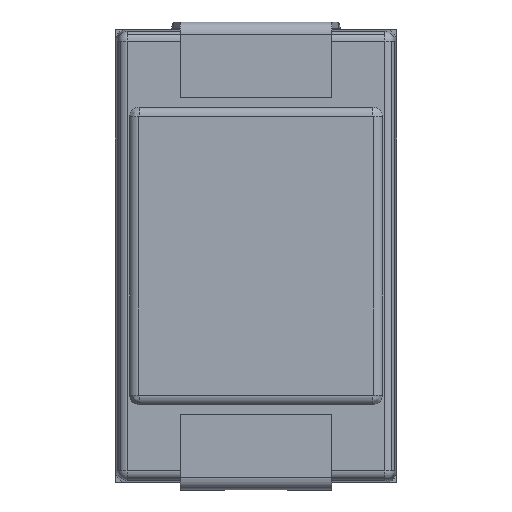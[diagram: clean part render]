
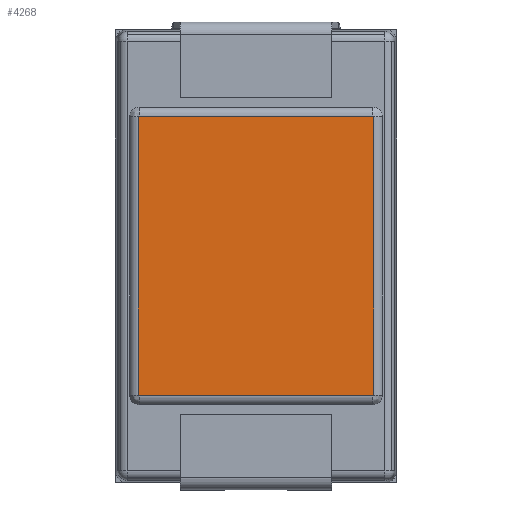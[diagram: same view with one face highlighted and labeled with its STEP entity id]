
A CAD part, top view. The second image highlights one B-rep face of the part: STEP entity #4268.
In plain terms, the highlighted planar face has unit normal (0, 0, 1).
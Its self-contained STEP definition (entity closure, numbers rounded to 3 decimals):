
#148 = DIRECTION ( 'NONE',  ( 1., 0., 0. ) ) ;
#162 = CARTESIAN_POINT ( 'NONE',  ( -1.85, 5.725, 0.84 ) ) ;
#324 = AXIS2_PLACEMENT_3D ( 'NONE', #1376, #2481, #1779 ) ;
#471 = DIRECTION ( 'NONE',  ( 0., 0., -1. ) ) ;
#482 = CARTESIAN_POINT ( 'NONE',  ( -1.85, 10.134, 0.84 ) ) ;
#680 = DIRECTION ( 'NONE',  ( 0., -1., 0. ) ) ;
#688 = EDGE_CURVE ( 'NONE', #1441, #4024, #3587, .T. ) ;
#710 = VERTEX_POINT ( 'NONE', #482 ) ;
#850 = AXIS2_PLACEMENT_3D ( 'NONE', #1231, #2915, #2577 ) ;
#946 = LINE ( 'NONE', #2185, #3541 ) ;
#976 = EDGE_CURVE ( 'NONE', #2192, #1860, #1505, .T. ) ;
#1141 = FACE_OUTER_BOUND ( 'NONE', #1573, .T. ) ;
#1207 = CARTESIAN_POINT ( 'NONE',  ( 1.85, 10.134, 0.84 ) ) ;
#1208 = ORIENTED_EDGE ( 'NONE', *, *, #3475, .F. ) ;
#1231 = CARTESIAN_POINT ( 'NONE',  ( -1.85, 10.125, 0.84 ) ) ;
#1359 = DIRECTION ( 'NONE',  ( -1., 0., 0. ) ) ;
#1376 = CARTESIAN_POINT ( 'NONE',  ( 0., 7.925, 0.84 ) ) ;
#1412 = PLANE ( 'NONE',  #324 ) ;
#1441 = VERTEX_POINT ( 'NONE', #4101 ) ;
#1469 = VECTOR ( 'NONE', #2567, 1000. ) ;
#1505 = LINE ( 'NONE', #4372, #3884 ) ;
#1573 = EDGE_LOOP ( 'NONE', ( #1208, #3359, #4249, #4328, #3908, #2595, #3031, #3706 ) ) ;
#1582 = AXIS2_PLACEMENT_3D ( 'NONE', #4229, #1895, #4244 ) ;
#1779 = DIRECTION ( 'NONE',  ( 1., 0., 0. ) ) ;
#1810 = CARTESIAN_POINT ( 'NONE',  ( 1.859, 10.125, 0.84 ) ) ;
#1860 = VERTEX_POINT ( 'NONE', #2925 ) ;
#1895 = DIRECTION ( 'NONE',  ( 0., 0., -1. ) ) ;
#1900 = LINE ( 'NONE', #3875, #1469 ) ;
#2185 = CARTESIAN_POINT ( 'NONE',  ( -1.859, 6.75, 0.84 ) ) ;
#2192 = VERTEX_POINT ( 'NONE', #1810 ) ;
#2357 = CARTESIAN_POINT ( 'NONE',  ( 1.85, 5.716, 0.84 ) ) ;
#2390 = CIRCLE ( 'NONE', #1582, 0.009 ) ;
#2426 = DIRECTION ( 'NONE',  ( -1., 0., 0. ) ) ;
#2481 = DIRECTION ( 'NONE',  ( 0., 0., 1. ) ) ;
#2540 = VERTEX_POINT ( 'NONE', #2357 ) ;
#2567 = DIRECTION ( 'NONE',  ( 1., 0., 0. ) ) ;
#2577 = DIRECTION ( 'NONE',  ( 0., -1., 0. ) ) ;
#2595 = ORIENTED_EDGE ( 'NONE', *, *, #3162, .F. ) ;
#2600 = CIRCLE ( 'NONE', #850, 0.009 ) ;
#2701 = CARTESIAN_POINT ( 'NONE',  ( 1., 5.716, 0.84 ) ) ;
#2809 = LINE ( 'NONE', #2701, #3129 ) ;
#2843 = DIRECTION ( 'NONE',  ( 0., 1., 0. ) ) ;
#2865 = EDGE_CURVE ( 'NONE', #4024, #3886, #946, .T. ) ;
#2915 = DIRECTION ( 'NONE',  ( 0., 0., -1. ) ) ;
#2925 = CARTESIAN_POINT ( 'NONE',  ( 1.859, 5.725, 0.84 ) ) ;
#2952 = CARTESIAN_POINT ( 'NONE',  ( -1.859, 10.125, 0.84 ) ) ;
#2987 = EDGE_CURVE ( 'NONE', #3886, #710, #2600, .T. ) ;
#3031 = ORIENTED_EDGE ( 'NONE', *, *, #3219, .F. ) ;
#3129 = VECTOR ( 'NONE', #1359, 1000. ) ;
#3162 = EDGE_CURVE ( 'NONE', #2540, #1441, #2809, .T. ) ;
#3219 = EDGE_CURVE ( 'NONE', #1860, #2540, #3857, .T. ) ;
#3334 = CARTESIAN_POINT ( 'NONE',  ( -1.859, 5.725, 0.84 ) ) ;
#3359 = ORIENTED_EDGE ( 'NONE', *, *, #3699, .F. ) ;
#3475 = EDGE_CURVE ( 'NONE', #3929, #2192, #2390, .T. ) ;
#3497 = CARTESIAN_POINT ( 'NONE',  ( 1.85, 5.725, 0.84 ) ) ;
#3508 = AXIS2_PLACEMENT_3D ( 'NONE', #162, #471, #148 ) ;
#3541 = VECTOR ( 'NONE', #2843, 1000. ) ;
#3587 = CIRCLE ( 'NONE', #3508, 0.009 ) ;
#3699 = EDGE_CURVE ( 'NONE', #710, #3929, #1900, .T. ) ;
#3706 = ORIENTED_EDGE ( 'NONE', *, *, #976, .F. ) ;
#3818 = AXIS2_PLACEMENT_3D ( 'NONE', #3497, #3826, #2426 ) ;
#3826 = DIRECTION ( 'NONE',  ( 0., 0., -1. ) ) ;
#3857 = CIRCLE ( 'NONE', #3818, 0.009 ) ;
#3875 = CARTESIAN_POINT ( 'NONE',  ( -1., 10.134, 0.84 ) ) ;
#3884 = VECTOR ( 'NONE', #680, 1000. ) ;
#3886 = VERTEX_POINT ( 'NONE', #2952 ) ;
#3908 = ORIENTED_EDGE ( 'NONE', *, *, #688, .F. ) ;
#3929 = VERTEX_POINT ( 'NONE', #1207 ) ;
#4024 = VERTEX_POINT ( 'NONE', #3334 ) ;
#4101 = CARTESIAN_POINT ( 'NONE',  ( -1.85, 5.716, 0.84 ) ) ;
#4229 = CARTESIAN_POINT ( 'NONE',  ( 1.85, 10.125, 0.84 ) ) ;
#4244 = DIRECTION ( 'NONE',  ( -0.707, -0.707, 0. ) ) ;
#4249 = ORIENTED_EDGE ( 'NONE', *, *, #2987, .F. ) ;
#4268 = ADVANCED_FACE ( 'NONE', ( #1141 ), #1412, .T. ) ;
#4328 = ORIENTED_EDGE ( 'NONE', *, *, #2865, .F. ) ;
#4372 = CARTESIAN_POINT ( 'NONE',  ( 1.859, 9.1, 0.84 ) ) ;
